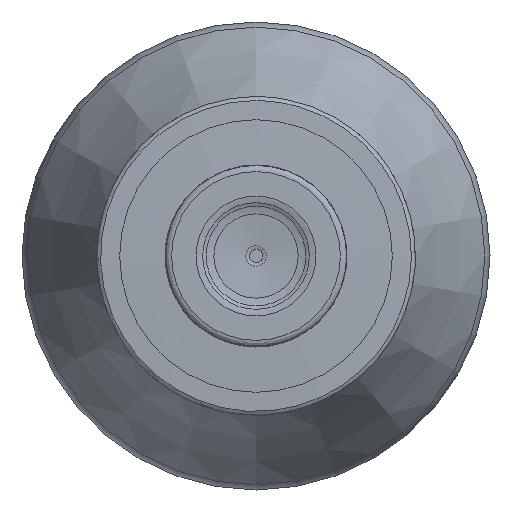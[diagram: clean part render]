
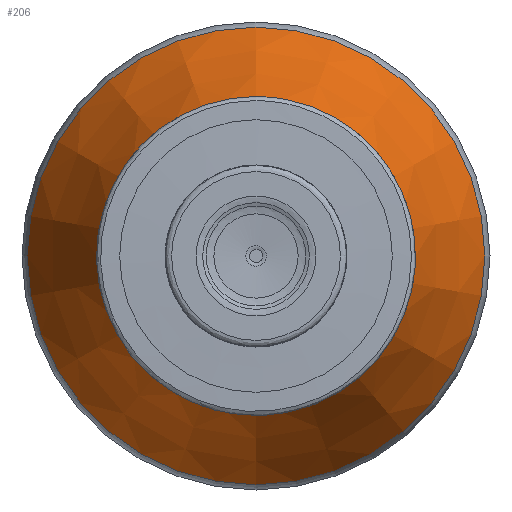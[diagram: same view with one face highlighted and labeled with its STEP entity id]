
A CAD part, left-side view. The second image highlights one B-rep face of the part: STEP entity #206.
In plain terms, the highlighted conical face has half-angle 25.479 degrees and reference radius 21.514 mm.
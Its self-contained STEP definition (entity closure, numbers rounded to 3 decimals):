
#100=CONICAL_SURFACE('',#551,21.514,25.479);
#143=FACE_BOUND('',#273,.T.);
#144=FACE_BOUND('',#274,.T.);
#206=ADVANCED_FACE('',(#143,#144),#100,.T.);
#273=EDGE_LOOP('',(#353));
#274=EDGE_LOOP('',(#354));
#353=ORIENTED_EDGE('',*,*,#459,.T.);
#354=ORIENTED_EDGE('',*,*,#458,.F.);
#418=VERTEX_POINT('',#782);
#419=VERTEX_POINT('',#785);
#458=EDGE_CURVE('',#418,#418,#498,.T.);
#459=EDGE_CURVE('',#419,#419,#499,.T.);
#498=CIRCLE('',#548,21.514);
#499=CIRCLE('',#550,14.986);
#548=AXIS2_PLACEMENT_3D('',#781,#644,#645);
#550=AXIS2_PLACEMENT_3D('',#784,#648,#649);
#551=AXIS2_PLACEMENT_3D('',#786,#650,#651);
#644=DIRECTION('',(1.,0.,0.));
#645=DIRECTION('',(0.,0.,1.));
#648=DIRECTION('',(1.,0.,0.));
#649=DIRECTION('',(0.,0.,1.));
#650=DIRECTION('',(1.,0.,0.));
#651=DIRECTION('',(0.,0.,-1.));
#781=CARTESIAN_POINT('',(109.849,0.,0.));
#782=CARTESIAN_POINT('',(109.849,0.,21.514));
#784=CARTESIAN_POINT('',(96.151,0.,0.));
#785=CARTESIAN_POINT('',(96.151,0.,14.986));
#786=CARTESIAN_POINT('',(109.849,0.,0.));
